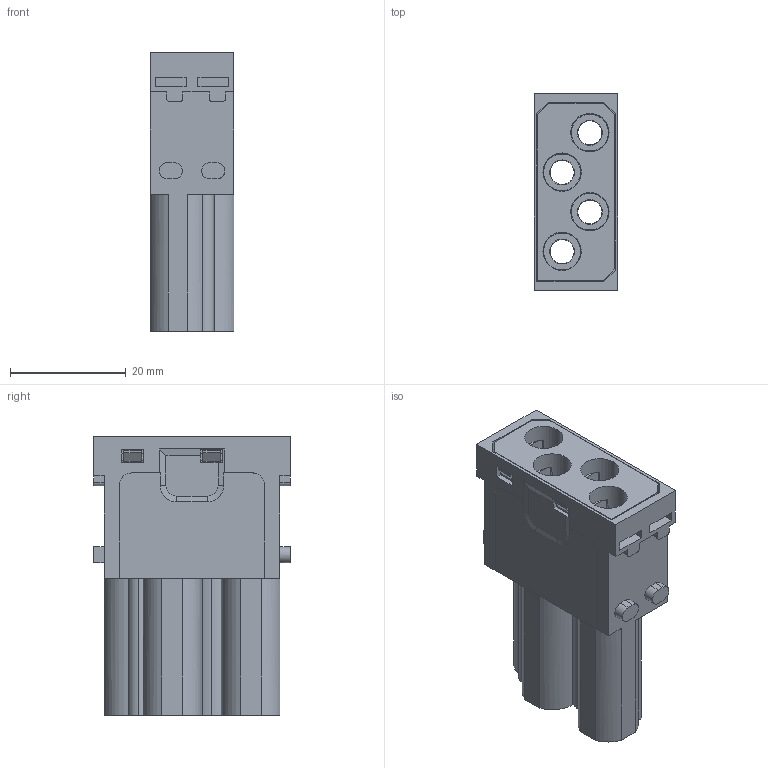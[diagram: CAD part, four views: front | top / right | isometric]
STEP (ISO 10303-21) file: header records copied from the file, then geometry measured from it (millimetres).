
FILE_DESCRIPTION(('CATIA V5 STEP Exchange','CAx-IF Rec.Pracs.--- Model Styling and Organization---1.4--- 2014-01-23'),'2;1');
FILE_NAME ('13213016_4', '2019-04-15T11:32:01+00:00', ('none'), ('Weidmueller'), 'CATIA Version 5-6 Release 2016 SP3 HF44', 'CATIA V5 STEP AP214', 'none');
FILE_SCHEMA(('AUTOMOTIVE_DESIGN { 1 0 10303 214 1 1 1 1 }'));
Length unit declared in the file: millimetre
Products named in the file (1): 1428950000
Bounding box: 14.5 x 34 x 48.1 mm (x, y, z)
Volume: 9035.6 mm3; surface area: 15134.7 mm2
Topology: 1 solids, 1 shells, 542 faces, 1637 edges, 1086 vertices
Faces by surface type: plane 357, cylinder 133, cone 44, bspline 8
Entity records: 19941 total; most frequent: CARTESIAN_POINT 5681, ORIENTED_EDGE 3274, DIRECTION 2439, EDGE_CURVE 1637, VECTOR 1143, LINE 1143, VERTEX_POINT 1086, AXIS2_PLACEMENT_3D 763
